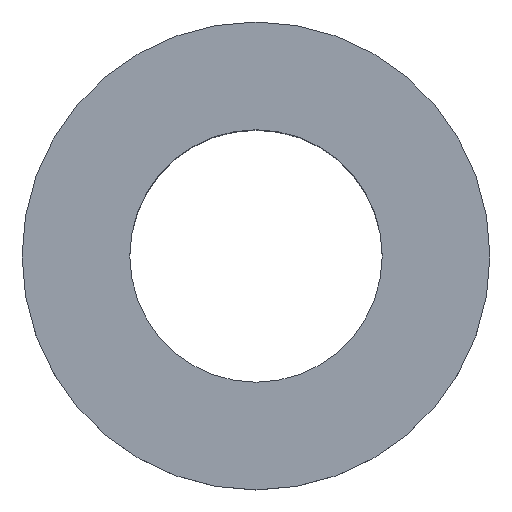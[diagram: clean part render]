
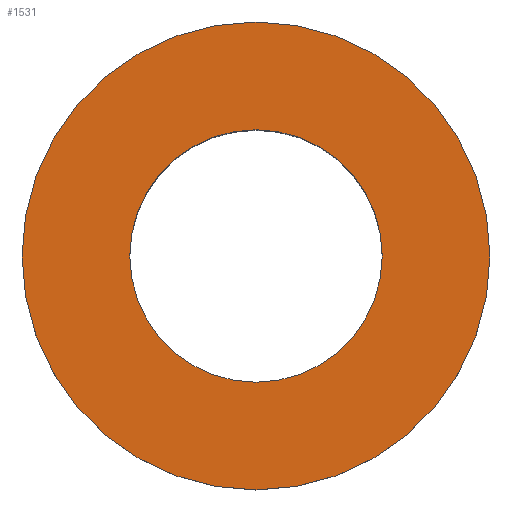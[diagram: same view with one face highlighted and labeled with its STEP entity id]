
A CAD part, top view. The second image highlights one B-rep face of the part: STEP entity #1531.
In plain terms, the highlighted planar face has unit normal (0, 0, 1).
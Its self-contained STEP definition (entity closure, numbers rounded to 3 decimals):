
#31 = DIRECTION ( 'NONE',  ( 1., 0., 0. ) ) ;
#609 = CARTESIAN_POINT ( 'NONE',  ( 2.78, 0., 1.9 ) ) ;
#644 = AXIS2_PLACEMENT_3D ( 'NONE', #8244, #3460, #4832 ) ;
#774 = ORIENTED_EDGE ( 'NONE', *, *, #14294, .T. ) ;
#800 = CIRCLE ( 'NONE', #9253, 2.78 ) ;
#813 = ORIENTED_EDGE ( 'NONE', *, *, #8707, .T. ) ;
#888 = FACE_BOUND ( 'NONE', #13429, .T. ) ;
#994 = VERTEX_POINT ( 'NONE', #609 ) ;
#1531 = ADVANCED_FACE ( 'NONE', ( #888, #5961 ), #14044, .F. ) ;
#2744 = CARTESIAN_POINT ( 'NONE',  ( -1.5, 0., 1.9 ) ) ;
#3238 = DIRECTION ( 'NONE',  ( 0., 0., 1. ) ) ;
#3259 = ORIENTED_EDGE ( 'NONE', *, *, #10641, .F. ) ;
#3460 = DIRECTION ( 'NONE',  ( 0., 0., -1. ) ) ;
#4234 = VERTEX_POINT ( 'NONE', #12328 ) ;
#4629 = EDGE_LOOP ( 'NONE', ( #774, #813 ) ) ;
#4832 = DIRECTION ( 'NONE',  ( -1., 0., 0. ) ) ;
#5062 = DIRECTION ( 'NONE',  ( 0., 0., 1. ) ) ;
#5681 = CIRCLE ( 'NONE', #14421, 1.5 ) ;
#5961 = FACE_OUTER_BOUND ( 'NONE', #4629, .T. ) ;
#6990 = DIRECTION ( 'NONE',  ( 0., 0., 1. ) ) ;
#7076 = DIRECTION ( 'NONE',  ( 1., 0., 0. ) ) ;
#8189 = VERTEX_POINT ( 'NONE', #13477 ) ;
#8244 = CARTESIAN_POINT ( 'NONE',  ( 0., 1.5, 1.9 ) ) ;
#8344 = CIRCLE ( 'NONE', #11745, 2.78 ) ;
#8622 = DIRECTION ( 'NONE',  ( 1., 0., 0. ) ) ;
#8707 = EDGE_CURVE ( 'NONE', #4234, #994, #800, .T. ) ;
#9253 = AXIS2_PLACEMENT_3D ( 'NONE', #12824, #6990, #31 ) ;
#9649 = AXIS2_PLACEMENT_3D ( 'NONE', #10145, #3238, #11291 ) ;
#10145 = CARTESIAN_POINT ( 'NONE',  ( 0., 0., 1.9 ) ) ;
#10533 = CIRCLE ( 'NONE', #9649, 1.5 ) ;
#10641 = EDGE_CURVE ( 'NONE', #11431, #8189, #10533, .T. ) ;
#11291 = DIRECTION ( 'NONE',  ( 1., 0., 0. ) ) ;
#11431 = VERTEX_POINT ( 'NONE', #2744 ) ;
#11745 = AXIS2_PLACEMENT_3D ( 'NONE', #14035, #13931, #7076 ) ;
#11971 = EDGE_CURVE ( 'NONE', #8189, #11431, #5681, .T. ) ;
#12328 = CARTESIAN_POINT ( 'NONE',  ( -2.78, 0., 1.9 ) ) ;
#12824 = CARTESIAN_POINT ( 'NONE',  ( 0., 0., 1.9 ) ) ;
#12935 = ORIENTED_EDGE ( 'NONE', *, *, #11971, .F. ) ;
#13119 = CARTESIAN_POINT ( 'NONE',  ( 0., 0., 1.9 ) ) ;
#13429 = EDGE_LOOP ( 'NONE', ( #12935, #3259 ) ) ;
#13477 = CARTESIAN_POINT ( 'NONE',  ( 1.5, 0., 1.9 ) ) ;
#13931 = DIRECTION ( 'NONE',  ( 0., 0., 1. ) ) ;
#14035 = CARTESIAN_POINT ( 'NONE',  ( 0., 0., 1.9 ) ) ;
#14044 = PLANE ( 'NONE',  #644 ) ;
#14294 = EDGE_CURVE ( 'NONE', #994, #4234, #8344, .T. ) ;
#14421 = AXIS2_PLACEMENT_3D ( 'NONE', #13119, #5062, #8622 ) ;
